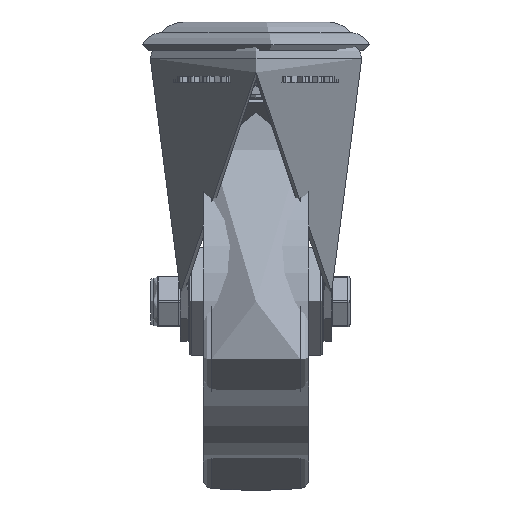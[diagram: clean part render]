
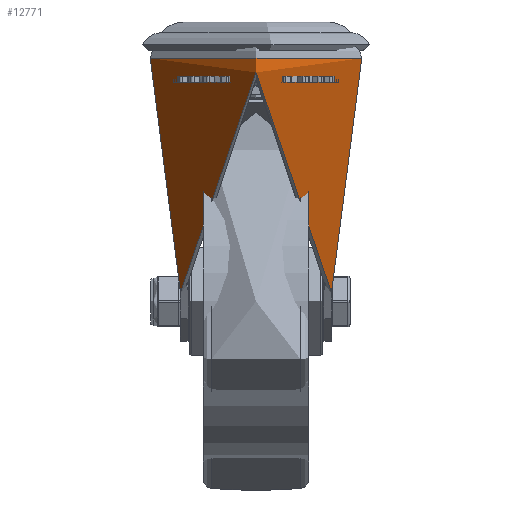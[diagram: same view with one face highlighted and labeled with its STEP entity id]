
A CAD part, left-side view. The second image highlights one B-rep face of the part: STEP entity #12771.
In plain terms, the highlighted cylindrical face has radius 35 mm (diameter 70 mm), a full revolution.
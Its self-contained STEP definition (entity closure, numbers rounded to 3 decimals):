
#291=B_SPLINE_CURVE_WITH_KNOTS('',3,(#26595,#26596,#26597,#26598,#26599,
#26600,#26601,#26602,#26603,#26604),.UNSPECIFIED.,.F.,.F.,(4,2,2,2,4),(-0.447,
-0.317,-0.188,-0.094,0.),
 .UNSPECIFIED.);
#292=B_SPLINE_CURVE_WITH_KNOTS('',3,(#26608,#26609,#26610,#26611,#26612,
#26613,#26614,#26615,#26616,#26617,#26618,#26619,#26620,#26621,#26622,#26623,
#26624,#26625,#26626,#26627,#26628,#26629,#26630,#26631,#26632,#26633,#26634,
#26635,#26636,#26637,#26638,#26639,#26640,#26641,#26642,#26643,#26644,#26645,
#26646,#26647,#26648,#26649,#26650,#26651,#26652,#26653,#26654,#26655,#26656,
#26657),.UNSPECIFIED.,.F.,.F.,(4,2,2,2,2,2,2,2,2,2,2,2,2,2,2,2,2,2,2,2,
2,2,2,2,4),(-24.922,-24.34,-23.155,-21.971,
-20.786,-19.761,-18.737,-17.712,
-16.688,-16.046,-15.403,-14.761,-14.119,
-13.477,-12.835,-12.192,-11.55,
-10.526,-9.501,-8.477,-7.452,
-6.268,-5.083,-3.898,-3.316),
 .UNSPECIFIED.);
#293=B_SPLINE_CURVE_WITH_KNOTS('',3,(#26660,#26661,#26662,#26663,#26664,
#26665,#26666,#26667,#26668,#26669),.UNSPECIFIED.,.F.,.F.,(4,2,2,2,4),(0.875,
0.969,1.063,1.192,1.321),
 .UNSPECIFIED.);
#1478=FACE_OUTER_BOUND('',#2234,.T.);
#2234=EDGE_LOOP('',(#10850,#10851,#10852,#10853,#10854,#10855,#10856,#10857,
#10858,#10859));
#3169=LINE('',#26591,#4248);
#3170=LINE('',#26606,#4249);
#3171=LINE('',#26659,#4250);
#4248=VECTOR('',#17041,35.);
#4249=VECTOR('',#17044,1000.);
#4250=VECTOR('',#17045,1000.);
#5061=CIRCLE('',#14092,35.);
#5070=CIRCLE('',#14104,35.);
#5071=CIRCLE('',#14105,35.);
#6015=VERTEX_POINT('',#26570);
#6021=VERTEX_POINT('',#26588);
#6022=VERTEX_POINT('',#26589);
#6023=VERTEX_POINT('',#26592);
#6024=VERTEX_POINT('',#26594);
#6025=VERTEX_POINT('',#26605);
#6026=VERTEX_POINT('',#26607);
#6027=VERTEX_POINT('',#26658);
#7685=EDGE_CURVE('',#6015,#6015,#5061,.T.);
#7694=EDGE_CURVE('',#6021,#6022,#5070,.T.);
#7695=EDGE_CURVE('',#6022,#6015,#3169,.T.);
#7696=EDGE_CURVE('',#6022,#6023,#5071,.T.);
#7697=EDGE_CURVE('',#6024,#6023,#291,.F.);
#7698=EDGE_CURVE('',#6024,#6025,#3170,.T.);
#7699=EDGE_CURVE('',#6025,#6026,#292,.T.);
#7700=EDGE_CURVE('',#6026,#6027,#3171,.T.);
#7701=EDGE_CURVE('',#6021,#6027,#293,.F.);
#10850=ORIENTED_EDGE('',*,*,#7694,.T.);
#10851=ORIENTED_EDGE('',*,*,#7695,.T.);
#10852=ORIENTED_EDGE('',*,*,#7685,.F.);
#10853=ORIENTED_EDGE('',*,*,#7695,.F.);
#10854=ORIENTED_EDGE('',*,*,#7696,.T.);
#10855=ORIENTED_EDGE('',*,*,#7697,.F.);
#10856=ORIENTED_EDGE('',*,*,#7698,.T.);
#10857=ORIENTED_EDGE('',*,*,#7699,.T.);
#10858=ORIENTED_EDGE('',*,*,#7700,.T.);
#10859=ORIENTED_EDGE('',*,*,#7701,.F.);
#12196=CYLINDRICAL_SURFACE('',#14103,35.);
#12771=ADVANCED_FACE('',(#1478),#12196,.T.);
#14092=AXIS2_PLACEMENT_3D('',#26571,#17015,#17016);
#14103=AXIS2_PLACEMENT_3D('',#26587,#17037,#17038);
#14104=AXIS2_PLACEMENT_3D('',#26590,#17039,#17040);
#14105=AXIS2_PLACEMENT_3D('',#26593,#17042,#17043);
#17015=DIRECTION('center_axis',(0.,0.,1.));
#17016=DIRECTION('ref_axis',(-1.,0.,0.));
#17037=DIRECTION('center_axis',(0.,0.,-1.));
#17038=DIRECTION('ref_axis',(-1.,0.,0.));
#17039=DIRECTION('center_axis',(0.,0.,1.));
#17040=DIRECTION('ref_axis',(-1.,0.,0.));
#17041=DIRECTION('',(0.,0.,1.));
#17042=DIRECTION('center_axis',(0.,0.,1.));
#17043=DIRECTION('ref_axis',(-1.,0.,0.));
#17044=DIRECTION('',(0.,0.,-1.));
#17045=DIRECTION('',(0.,0.,1.));
#26570=CARTESIAN_POINT('',(35.,0.,-2.5));
#26571=CARTESIAN_POINT('Origin',(0.,0.,-2.5));
#26587=CARTESIAN_POINT('Origin',(0.,0.,0.));
#26588=CARTESIAN_POINT('',(26.81,-22.5,-4.));
#26589=CARTESIAN_POINT('',(35.,0.,-4.));
#26590=CARTESIAN_POINT('Origin',(0.,0.,-4.));
#26591=CARTESIAN_POINT('',(35.,0.,0.));
#26592=CARTESIAN_POINT('',(26.81,22.5,-4.));
#26593=CARTESIAN_POINT('Origin',(0.,0.,-4.));
#26594=CARTESIAN_POINT('',(24.495,25.,-6.5));
#26595=CARTESIAN_POINT('Ctrl Pts',(26.81,22.5,-4.));
#26596=CARTESIAN_POINT('Ctrl Pts',(26.533,22.83,-4.));
#26597=CARTESIAN_POINT('Ctrl Pts',(26.227,23.18,-4.068));
#26598=CARTESIAN_POINT('Ctrl Pts',(25.638,23.83,-4.354));
#26599=CARTESIAN_POINT('Ctrl Pts',(25.354,24.13,-4.57));
#26600=CARTESIAN_POINT('Ctrl Pts',(24.951,24.546,-5.039));
#26601=CARTESIAN_POINT('Ctrl Pts',(24.788,24.71,-5.291));
#26602=CARTESIAN_POINT('Ctrl Pts',(24.559,24.937,-5.865));
#26603=CARTESIAN_POINT('Ctrl Pts',(24.495,25.,-6.186));
#26604=CARTESIAN_POINT('Ctrl Pts',(24.495,25.,-6.5));
#26605=CARTESIAN_POINT('',(24.495,25.,-80.081));
#26606=CARTESIAN_POINT('',(24.495,25.,-50.25));
#26607=CARTESIAN_POINT('',(24.495,-25.,-80.081));
#26608=CARTESIAN_POINT('Ctrl Pts',(24.495,25.,-80.081));
#26609=CARTESIAN_POINT('Ctrl Pts',(23.542,25.934,-78.591));
#26610=CARTESIAN_POINT('Ctrl Pts',(22.544,26.804,-77.054));
#26611=CARTESIAN_POINT('Ctrl Pts',(19.404,29.251,-72.287));
#26612=CARTESIAN_POINT('Ctrl Pts',(17.141,30.626,-68.953));
#26613=CARTESIAN_POINT('Ctrl Pts',(12.417,32.827,-62.222));
#26614=CARTESIAN_POINT('Ctrl Pts',(9.956,33.651,-58.825));
#26615=CARTESIAN_POINT('Ctrl Pts',(4.977,34.738,-52.171));
#26616=CARTESIAN_POINT('Ctrl Pts',(2.46,35.,-48.915));
#26617=CARTESIAN_POINT('Ctrl Pts',(-2.127,35.,-43.154));
#26618=CARTESIAN_POINT('Ctrl Pts',(-4.383,34.804,-40.391));
#26619=CARTESIAN_POINT('Ctrl Pts',(-9.,33.905,-34.89));
#26620=CARTESIAN_POINT('Ctrl Pts',(-11.361,33.201,-32.153));
#26621=CARTESIAN_POINT('Ctrl Pts',(-16.018,31.222,-26.892));
#26622=CARTESIAN_POINT('Ctrl Pts',(-18.315,29.946,-24.366));
#26623=CARTESIAN_POINT('Ctrl Pts',(-22.669,26.802,-19.686));
#26624=CARTESIAN_POINT('Ctrl Pts',(-24.725,24.934,-17.532));
#26625=CARTESIAN_POINT('Ctrl Pts',(-27.729,21.43,-14.44));
#26626=CARTESIAN_POINT('Ctrl Pts',(-28.866,19.893,-13.285));
#26627=CARTESIAN_POINT('Ctrl Pts',(-30.934,16.495,-11.205));
#26628=CARTESIAN_POINT('Ctrl Pts',(-31.865,14.633,-10.28));
#26629=CARTESIAN_POINT('Ctrl Pts',(-33.396,10.685,-8.769));
#26630=CARTESIAN_POINT('Ctrl Pts',(-33.998,8.593,-8.181));
#26631=CARTESIAN_POINT('Ctrl Pts',(-34.8,4.322,-7.399));
#26632=CARTESIAN_POINT('Ctrl Pts',(-35.,2.141,-7.205));
#26633=CARTESIAN_POINT('Ctrl Pts',(-35.,-2.141,-7.205));
#26634=CARTESIAN_POINT('Ctrl Pts',(-34.8,-4.322,
-7.399));
#26635=CARTESIAN_POINT('Ctrl Pts',(-33.998,-8.593,-8.181));
#26636=CARTESIAN_POINT('Ctrl Pts',(-33.396,-10.685,
-8.769));
#26637=CARTESIAN_POINT('Ctrl Pts',(-31.865,-14.633,-10.28));
#26638=CARTESIAN_POINT('Ctrl Pts',(-30.934,-16.495,
-11.205));
#26639=CARTESIAN_POINT('Ctrl Pts',(-28.866,-19.893,
-13.285));
#26640=CARTESIAN_POINT('Ctrl Pts',(-27.729,-21.43,
-14.44));
#26641=CARTESIAN_POINT('Ctrl Pts',(-24.725,-24.934,
-17.532));
#26642=CARTESIAN_POINT('Ctrl Pts',(-22.669,-26.802,
-19.686));
#26643=CARTESIAN_POINT('Ctrl Pts',(-18.315,-29.946,-24.366));
#26644=CARTESIAN_POINT('Ctrl Pts',(-16.018,-31.222,
-26.892));
#26645=CARTESIAN_POINT('Ctrl Pts',(-11.361,-33.201,
-32.153));
#26646=CARTESIAN_POINT('Ctrl Pts',(-9.,-33.905,
-34.89));
#26647=CARTESIAN_POINT('Ctrl Pts',(-4.383,-34.804,
-40.391));
#26648=CARTESIAN_POINT('Ctrl Pts',(-2.127,-35.,-43.154));
#26649=CARTESIAN_POINT('Ctrl Pts',(2.46,-35.,-48.915));
#26650=CARTESIAN_POINT('Ctrl Pts',(4.977,-34.738,-52.171));
#26651=CARTESIAN_POINT('Ctrl Pts',(9.956,-33.651,-58.825));
#26652=CARTESIAN_POINT('Ctrl Pts',(12.417,-32.827,-62.222));
#26653=CARTESIAN_POINT('Ctrl Pts',(17.141,-30.626,-68.953));
#26654=CARTESIAN_POINT('Ctrl Pts',(19.404,-29.251,-72.287));
#26655=CARTESIAN_POINT('Ctrl Pts',(22.544,-26.804,-77.054));
#26656=CARTESIAN_POINT('Ctrl Pts',(23.542,-25.934,-78.591));
#26657=CARTESIAN_POINT('Ctrl Pts',(24.495,-25.,-80.081));
#26658=CARTESIAN_POINT('',(24.495,-25.,-6.5));
#26659=CARTESIAN_POINT('',(24.495,-25.,-50.25));
#26660=CARTESIAN_POINT('Ctrl Pts',(24.495,-25.,-6.5));
#26661=CARTESIAN_POINT('Ctrl Pts',(24.495,-25.,-6.186));
#26662=CARTESIAN_POINT('Ctrl Pts',(24.559,-24.937,-5.865));
#26663=CARTESIAN_POINT('Ctrl Pts',(24.788,-24.71,-5.291));
#26664=CARTESIAN_POINT('Ctrl Pts',(24.951,-24.546,-5.039));
#26665=CARTESIAN_POINT('Ctrl Pts',(25.354,-24.13,-4.57));
#26666=CARTESIAN_POINT('Ctrl Pts',(25.638,-23.83,-4.354));
#26667=CARTESIAN_POINT('Ctrl Pts',(26.227,-23.18,-4.068));
#26668=CARTESIAN_POINT('Ctrl Pts',(26.533,-22.83,-4.));
#26669=CARTESIAN_POINT('Ctrl Pts',(26.81,-22.5,-4.));
